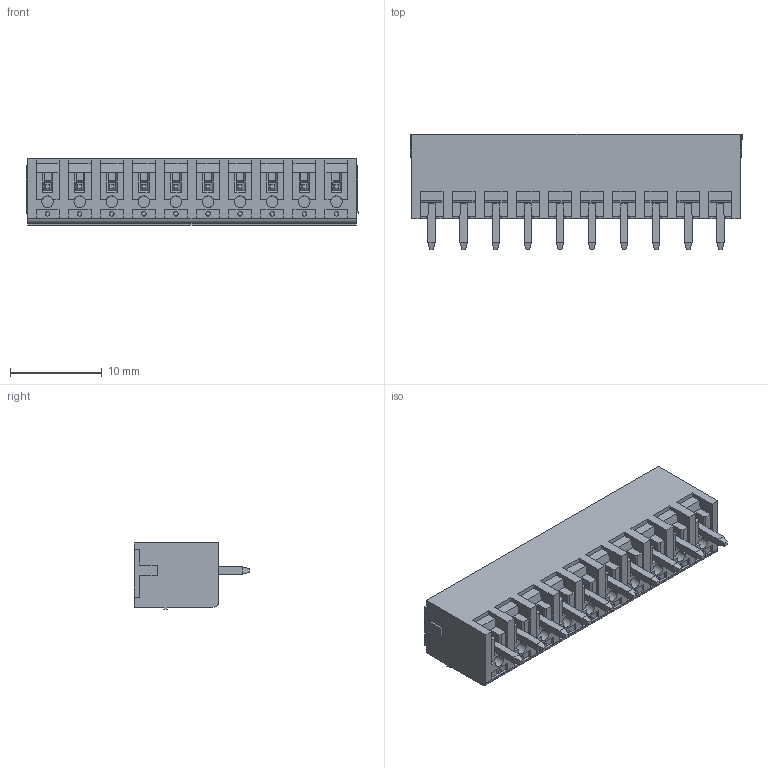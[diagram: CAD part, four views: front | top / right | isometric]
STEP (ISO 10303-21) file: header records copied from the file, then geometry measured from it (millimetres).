
FILE_DESCRIPTION (( 'STEP AP214' ), '1' );
FILE_NAME ('CUI_DEVICES_TBP03R2-350-10BE.step', '2021-12-16T01:29:30', ( '' ), ( '' ), 'SwSTEP 2.0', 'SolidWorks 2021', '' );
FILE_SCHEMA (( 'AUTOMOTIVE_DESIGN' ));
Length unit declared in the file: millimetre
Products named in the file (1): CUI_DEVICES_TBP03R2-350-10BE
Bounding box: 36.2 x 12.6 x 7.2 mm (x, y, z)
Volume: 1082.6 mm3; surface area: 3360.4 mm2
Topology: 1 solids, 1 shells, 845 faces, 2279 edges, 1486 vertices
Faces by surface type: plane 704, cylinder 101, cone 40
Entity records: 28179 total; most frequent: CARTESIAN_POINT 4801, ORIENTED_EDGE 4558, DIRECTION 4203, EDGE_CURVE 2279, LINE 1947, VECTOR 1947, VERTEX_POINT 1486, AXIS2_PLACEMENT_3D 1128
